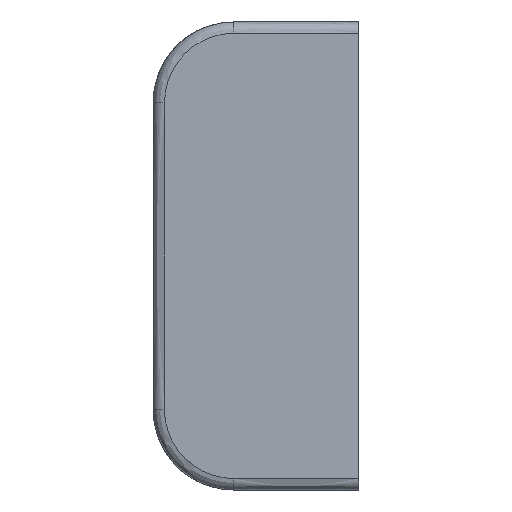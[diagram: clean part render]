
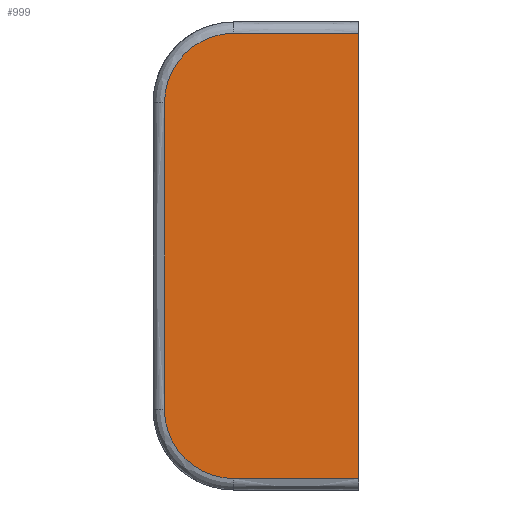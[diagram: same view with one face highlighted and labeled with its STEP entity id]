
A CAD part, left-side view. The second image highlights one B-rep face of the part: STEP entity #999.
In plain terms, the highlighted planar face has unit normal (-1, 0, 0).
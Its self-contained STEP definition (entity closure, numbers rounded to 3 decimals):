
#37=B_SPLINE_CURVE_WITH_KNOTS('',3,(#1853,#1854,#1855,#1856),
 .UNSPECIFIED.,.F.,.F.,(4,4),(0.,1.55),
 .UNSPECIFIED.);
#40=B_SPLINE_CURVE_WITH_KNOTS('',3,(#1906,#1907,#1908,#1909,#1910,#1911),
 .UNSPECIFIED.,.F.,.F.,(4,1,1,4),(1.55,2.128,2.513,
2.898),.UNSPECIFIED.);
#42=B_SPLINE_CURVE_WITH_KNOTS('',3,(#1943,#1944,#1945,#1946),
 .UNSPECIFIED.,.F.,.F.,(4,4),(2.898,6.698),
 .UNSPECIFIED.);
#44=B_SPLINE_CURVE_WITH_KNOTS('',3,(#1990,#1991,#1992,#1993,#1994,#1995),
 .UNSPECIFIED.,.F.,.F.,(4,1,1,4),(6.698,7.275,7.66,
8.045),.UNSPECIFIED.);
#46=B_SPLINE_CURVE_WITH_KNOTS('',3,(#2031,#2032,#2033,#2034),
 .UNSPECIFIED.,.F.,.F.,(4,4),(8.045,9.595),
 .UNSPECIFIED.);
#83=PLANE('',#1088);
#130=FACE_OUTER_BOUND('',#199,.T.);
#199=EDGE_LOOP('',(#818,#819,#820,#821,#822,#823));
#285=LINE('',#2036,#360);
#360=VECTOR('',#1281,10.);
#496=VERTEX_POINT('',#1841);
#497=VERTEX_POINT('',#1852);
#498=VERTEX_POINT('',#1899);
#499=VERTEX_POINT('',#1936);
#500=VERTEX_POINT('',#1983);
#501=VERTEX_POINT('',#2020);
#616=EDGE_CURVE('',#496,#497,#37,.T.);
#619=EDGE_CURVE('',#497,#498,#40,.T.);
#621=EDGE_CURVE('',#498,#499,#42,.T.);
#623=EDGE_CURVE('',#499,#500,#44,.T.);
#625=EDGE_CURVE('',#500,#501,#46,.T.);
#626=EDGE_CURVE('',#501,#496,#285,.T.);
#818=ORIENTED_EDGE('',*,*,#625,.F.);
#819=ORIENTED_EDGE('',*,*,#623,.F.);
#820=ORIENTED_EDGE('',*,*,#621,.F.);
#821=ORIENTED_EDGE('',*,*,#619,.F.);
#822=ORIENTED_EDGE('',*,*,#616,.F.);
#823=ORIENTED_EDGE('',*,*,#626,.F.);
#999=ADVANCED_FACE('',(#130),#83,.T.);
#1088=AXIS2_PLACEMENT_3D('',#2035,#1279,#1280);
#1279=DIRECTION('center_axis',(-1.,0.,0.));
#1280=DIRECTION('ref_axis',(0.,0.,1.));
#1281=DIRECTION('',(0.,0.,-1.));
#1841=CARTESIAN_POINT('',(-5.5,-6.,-4.086));
#1852=CARTESIAN_POINT('',(-5.5,9.5,-4.086));
#1853=CARTESIAN_POINT('Ctrl Pts',(-5.5,-6.,-4.086));
#1854=CARTESIAN_POINT('Ctrl Pts',(-5.5,-0.833,-4.086));
#1855=CARTESIAN_POINT('Ctrl Pts',(-5.5,4.329,-4.086));
#1856=CARTESIAN_POINT('Ctrl Pts',(-5.5,9.5,-4.086));
#1899=CARTESIAN_POINT('',(-5.5,18.086,4.5));
#1906=CARTESIAN_POINT('Ctrl Pts',(-5.5,9.5,-4.086));
#1907=CARTESIAN_POINT('Ctrl Pts',(-5.5,11.427,-4.086));
#1908=CARTESIAN_POINT('Ctrl Pts',(-5.5,14.627,-2.962));
#1909=CARTESIAN_POINT('Ctrl Pts',(-5.5,17.499,0.65));
#1910=CARTESIAN_POINT('Ctrl Pts',(-5.5,18.086,3.214));
#1911=CARTESIAN_POINT('Ctrl Pts',(-5.5,18.086,4.5));
#1936=CARTESIAN_POINT('',(-5.5,18.086,42.5));
#1943=CARTESIAN_POINT('Ctrl Pts',(-5.5,18.086,4.5));
#1944=CARTESIAN_POINT('Ctrl Pts',(-5.5,18.086,17.188));
#1945=CARTESIAN_POINT('Ctrl Pts',(-5.5,18.086,29.812));
#1946=CARTESIAN_POINT('Ctrl Pts',(-5.5,18.086,42.5));
#1983=CARTESIAN_POINT('',(-5.5,9.5,51.086));
#1990=CARTESIAN_POINT('Ctrl Pts',(-5.5,18.086,42.5));
#1991=CARTESIAN_POINT('Ctrl Pts',(-5.5,18.086,44.429));
#1992=CARTESIAN_POINT('Ctrl Pts',(-5.5,16.96,47.626));
#1993=CARTESIAN_POINT('Ctrl Pts',(-5.5,13.349,50.499));
#1994=CARTESIAN_POINT('Ctrl Pts',(-5.5,10.785,51.086));
#1995=CARTESIAN_POINT('Ctrl Pts',(-5.5,9.5,51.086));
#2020=CARTESIAN_POINT('',(-5.5,-6.,51.086));
#2031=CARTESIAN_POINT('Ctrl Pts',(-5.5,9.5,51.086));
#2032=CARTESIAN_POINT('Ctrl Pts',(-5.5,4.329,51.086));
#2033=CARTESIAN_POINT('Ctrl Pts',(-5.5,-0.833,51.086));
#2034=CARTESIAN_POINT('Ctrl Pts',(-5.5,-6.,51.086));
#2035=CARTESIAN_POINT('Origin',(-5.5,-6.,-5.5));
#2036=CARTESIAN_POINT('',(-5.5,-6.,52.5));
